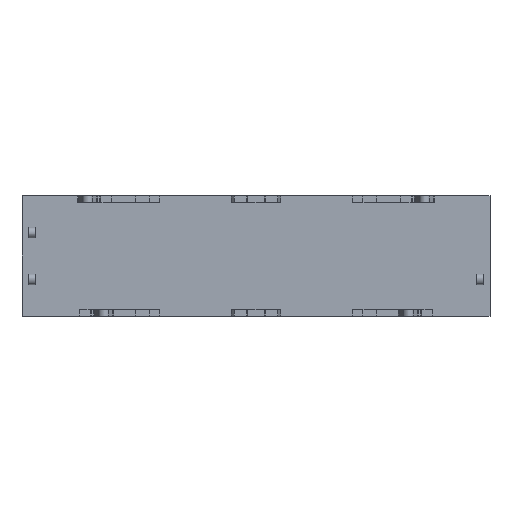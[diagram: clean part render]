
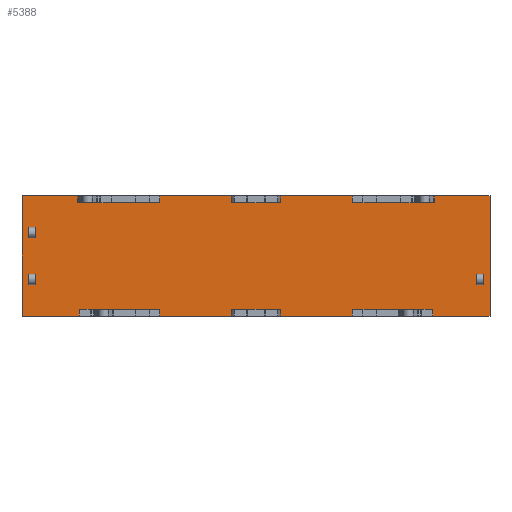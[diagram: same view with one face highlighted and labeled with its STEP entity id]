
A CAD part, front view. The second image highlights one B-rep face of the part: STEP entity #5388.
In plain terms, the highlighted planar face has unit normal (0, -1, 0).
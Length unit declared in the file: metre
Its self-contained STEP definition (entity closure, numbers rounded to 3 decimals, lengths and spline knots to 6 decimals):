
#210=PLANE('',#5849);
#759=LINE('',#8979,#1401);
#763=LINE('',#8988,#1405);
#766=LINE('',#8994,#1408);
#769=LINE('',#9000,#1411);
#773=LINE('',#9009,#1415);
#776=LINE('',#9015,#1418);
#779=LINE('',#9021,#1421);
#783=LINE('',#9030,#1425);
#786=LINE('',#9036,#1428);
#789=LINE('',#9042,#1431);
#793=LINE('',#9051,#1435);
#796=LINE('',#9057,#1438);
#800=LINE('',#9065,#1442);
#802=LINE('',#9069,#1444);
#805=LINE('',#9075,#1447);
#809=LINE('',#9084,#1451);
#812=LINE('',#9090,#1454);
#816=LINE('',#9099,#1458);
#819=LINE('',#9105,#1461);
#820=LINE('',#9107,#1462);
#821=LINE('',#9109,#1463);
#822=LINE('',#9110,#1464);
#823=LINE('',#9111,#1465);
#824=LINE('',#9112,#1466);
#825=LINE('',#9114,#1467);
#826=LINE('',#9116,#1468);
#827=LINE('',#9117,#1469);
#828=LINE('',#9118,#1470);
#1401=VECTOR('',#7067,1.);
#1405=VECTOR('',#7073,1.);
#1408=VECTOR('',#7078,1.);
#1411=VECTOR('',#7083,1.);
#1415=VECTOR('',#7089,1.);
#1418=VECTOR('',#7094,1.);
#1421=VECTOR('',#7099,1.);
#1425=VECTOR('',#7105,1.);
#1428=VECTOR('',#7110,1.);
#1431=VECTOR('',#7115,1.);
#1435=VECTOR('',#7121,1.);
#1438=VECTOR('',#7126,1.);
#1442=VECTOR('',#7132,1.);
#1444=VECTOR('',#7136,1.);
#1447=VECTOR('',#7141,1.);
#1451=VECTOR('',#7147,1.);
#1454=VECTOR('',#7152,1.);
#1458=VECTOR('',#7158,1.);
#1461=VECTOR('',#7163,1.);
#1462=VECTOR('',#7164,1.);
#1463=VECTOR('',#7165,1.);
#1464=VECTOR('',#7166,1.);
#1465=VECTOR('',#7167,1.);
#1466=VECTOR('',#7168,1.);
#1467=VECTOR('',#7169,1.);
#1468=VECTOR('',#7170,1.);
#1469=VECTOR('',#7171,1.);
#1470=VECTOR('',#7172,1.);
#3074=ORIENTED_EDGE('',*,*,#3958,.F.);
#3075=ORIENTED_EDGE('',*,*,#3972,.F.);
#3076=ORIENTED_EDGE('',*,*,#3973,.F.);
#3077=ORIENTED_EDGE('',*,*,#3974,.F.);
#3078=ORIENTED_EDGE('',*,*,#3965,.F.);
#3079=ORIENTED_EDGE('',*,*,#3975,.F.);
#3080=ORIENTED_EDGE('',*,*,#3919,.T.);
#3081=ORIENTED_EDGE('',*,*,#3912,.T.);
#3082=ORIENTED_EDGE('',*,*,#3916,.T.);
#3083=ORIENTED_EDGE('',*,*,#3976,.F.);
#3084=ORIENTED_EDGE('',*,*,#3929,.T.);
#3085=ORIENTED_EDGE('',*,*,#3922,.T.);
#3086=ORIENTED_EDGE('',*,*,#3926,.T.);
#3087=ORIENTED_EDGE('',*,*,#3962,.F.);
#3088=ORIENTED_EDGE('',*,*,#3969,.F.);
#3089=ORIENTED_EDGE('',*,*,#3977,.F.);
#3090=ORIENTED_EDGE('',*,*,#3978,.F.);
#3091=ORIENTED_EDGE('',*,*,#3979,.F.);
#3092=ORIENTED_EDGE('',*,*,#3955,.F.);
#3093=ORIENTED_EDGE('',*,*,#3953,.F.);
#3094=ORIENTED_EDGE('',*,*,#3932,.T.);
#3095=ORIENTED_EDGE('',*,*,#3936,.T.);
#3096=ORIENTED_EDGE('',*,*,#3939,.T.);
#3097=ORIENTED_EDGE('',*,*,#3980,.F.);
#3098=ORIENTED_EDGE('',*,*,#3942,.T.);
#3099=ORIENTED_EDGE('',*,*,#3946,.T.);
#3100=ORIENTED_EDGE('',*,*,#3949,.T.);
#3101=ORIENTED_EDGE('',*,*,#3981,.F.);
#3912=EDGE_CURVE('',#4470,#4471,#759,.T.);
#3916=EDGE_CURVE('',#4471,#4474,#763,.T.);
#3919=EDGE_CURVE('',#4476,#4470,#766,.T.);
#3922=EDGE_CURVE('',#4478,#4479,#769,.T.);
#3926=EDGE_CURVE('',#4479,#4482,#773,.T.);
#3929=EDGE_CURVE('',#4484,#4478,#776,.T.);
#3932=EDGE_CURVE('',#4486,#4487,#779,.T.);
#3936=EDGE_CURVE('',#4487,#4490,#783,.T.);
#3939=EDGE_CURVE('',#4490,#4492,#786,.T.);
#3942=EDGE_CURVE('',#4494,#4495,#789,.T.);
#3946=EDGE_CURVE('',#4495,#4498,#793,.T.);
#3949=EDGE_CURVE('',#4498,#4500,#796,.T.);
#3953=EDGE_CURVE('',#4486,#4503,#800,.T.);
#3955=EDGE_CURVE('',#4503,#4504,#802,.T.);
#3958=EDGE_CURVE('',#4506,#4507,#805,.T.);
#3962=EDGE_CURVE('',#4510,#4482,#809,.T.);
#3965=EDGE_CURVE('',#4512,#4513,#812,.T.);
#3969=EDGE_CURVE('',#4516,#4510,#816,.T.);
#3972=EDGE_CURVE('',#4518,#4506,#819,.T.);
#3973=EDGE_CURVE('',#4519,#4518,#820,.T.);
#3974=EDGE_CURVE('',#4513,#4519,#821,.T.);
#3975=EDGE_CURVE('',#4476,#4512,#822,.T.);
#3976=EDGE_CURVE('',#4484,#4474,#823,.T.);
#3977=EDGE_CURVE('',#4520,#4516,#824,.T.);
#3978=EDGE_CURVE('',#4521,#4520,#825,.T.);
#3979=EDGE_CURVE('',#4504,#4521,#826,.T.);
#3980=EDGE_CURVE('',#4494,#4492,#827,.T.);
#3981=EDGE_CURVE('',#4507,#4500,#828,.T.);
#4470=VERTEX_POINT('',#8980);
#4471=VERTEX_POINT('',#8981);
#4474=VERTEX_POINT('',#8989);
#4476=VERTEX_POINT('',#8995);
#4478=VERTEX_POINT('',#9001);
#4479=VERTEX_POINT('',#9002);
#4482=VERTEX_POINT('',#9010);
#4484=VERTEX_POINT('',#9016);
#4486=VERTEX_POINT('',#9022);
#4487=VERTEX_POINT('',#9023);
#4490=VERTEX_POINT('',#9031);
#4492=VERTEX_POINT('',#9037);
#4494=VERTEX_POINT('',#9043);
#4495=VERTEX_POINT('',#9044);
#4498=VERTEX_POINT('',#9052);
#4500=VERTEX_POINT('',#9058);
#4503=VERTEX_POINT('',#9066);
#4504=VERTEX_POINT('',#9070);
#4506=VERTEX_POINT('',#9076);
#4507=VERTEX_POINT('',#9077);
#4510=VERTEX_POINT('',#9085);
#4512=VERTEX_POINT('',#9091);
#4513=VERTEX_POINT('',#9092);
#4516=VERTEX_POINT('',#9100);
#4518=VERTEX_POINT('',#9106);
#4519=VERTEX_POINT('',#9108);
#4520=VERTEX_POINT('',#9113);
#4521=VERTEX_POINT('',#9115);
#4818=EDGE_LOOP('',(#3074,#3075,#3076,#3077,#3078,#3079,#3080,#3081,#3082,
#3083,#3084,#3085,#3086,#3087,#3088,#3089,#3090,#3091,#3092,#3093,#3094,
#3095,#3096,#3097,#3098,#3099,#3100,#3101));
#5106=FACE_BOUND('',#4818,.T.);
#5388=ADVANCED_FACE('',(#5106),#210,.T.);
#5849=AXIS2_PLACEMENT_3D('',#9104,#7161,#7162);
#7067=DIRECTION('',(1.,0.,0.));
#7073=DIRECTION('',(0.,0.,1.));
#7078=DIRECTION('',(0.,0.,-1.));
#7083=DIRECTION('',(1.,0.,0.));
#7089=DIRECTION('',(0.,0.,1.));
#7094=DIRECTION('',(0.,0.,-1.));
#7099=DIRECTION('',(0.,0.,1.));
#7105=DIRECTION('',(-1.,0.,0.));
#7110=DIRECTION('',(0.,0.,-1.));
#7115=DIRECTION('',(0.,0.,1.));
#7121=DIRECTION('',(-1.,0.,0.));
#7126=DIRECTION('',(0.,0.,-1.));
#7132=DIRECTION('',(1.,0.,0.));
#7136=DIRECTION('',(0.,0.,1.));
#7141=DIRECTION('',(0.,0.,-1.));
#7147=DIRECTION('',(-1.,0.,0.));
#7152=DIRECTION('',(0.,0.,-1.));
#7158=DIRECTION('',(0.,0.,1.));
#7161=DIRECTION('',(0.,-1.,0.));
#7162=DIRECTION('',(0.,0.,-1.));
#7163=DIRECTION('',(1.,0.,0.));
#7164=DIRECTION('',(0.,0.,1.));
#7165=DIRECTION('',(-1.,0.,0.));
#7166=DIRECTION('',(-1.,0.,0.));
#7167=DIRECTION('',(-1.,0.,0.));
#7168=DIRECTION('',(-1.,0.,0.));
#7169=DIRECTION('',(0.,0.,-1.));
#7170=DIRECTION('',(1.,0.,0.));
#7171=DIRECTION('',(1.,0.,0.));
#7172=DIRECTION('',(1.,0.,0.));
#8979=CARTESIAN_POINT('',(0.,0.0008,-0.0045));
#8980=CARTESIAN_POINT('',(-0.0072,0.0008,-0.0045));
#8981=CARTESIAN_POINT('',(-0.00185,0.0008,-0.0045));
#8988=CARTESIAN_POINT('',(-0.00185,0.0008,0.));
#8989=CARTESIAN_POINT('',(-0.00185,0.0008,-0.004));
#8994=CARTESIAN_POINT('',(-0.0072,0.0008,0.));
#8995=CARTESIAN_POINT('',(-0.0072,0.0008,-0.004));
#9000=CARTESIAN_POINT('',(0.,0.0008,-0.0045));
#9001=CARTESIAN_POINT('',(0.00185,0.0008,-0.0045));
#9002=CARTESIAN_POINT('',(0.0072,0.0008,-0.0045));
#9009=CARTESIAN_POINT('',(0.0072,0.0008,0.));
#9010=CARTESIAN_POINT('',(0.0072,0.0008,-0.004));
#9015=CARTESIAN_POINT('',(0.00185,0.0008,0.));
#9016=CARTESIAN_POINT('',(0.00185,0.0008,-0.004));
#9021=CARTESIAN_POINT('',(0.0072,0.0008,0.004));
#9022=CARTESIAN_POINT('',(0.0072,0.0008,0.004));
#9023=CARTESIAN_POINT('',(0.0072,0.0008,0.0045));
#9030=CARTESIAN_POINT('',(0.,0.0008,0.0045));
#9031=CARTESIAN_POINT('',(0.00185,0.0008,0.0045));
#9036=CARTESIAN_POINT('',(0.00185,0.0008,0.004));
#9037=CARTESIAN_POINT('',(0.00185,0.0008,0.004));
#9042=CARTESIAN_POINT('',(-0.00185,0.0008,0.004));
#9043=CARTESIAN_POINT('',(-0.00185,0.0008,0.004));
#9044=CARTESIAN_POINT('',(-0.00185,0.0008,0.0045));
#9051=CARTESIAN_POINT('',(0.,0.0008,0.0045));
#9052=CARTESIAN_POINT('',(-0.0072,0.0008,0.0045));
#9057=CARTESIAN_POINT('',(-0.0072,0.0008,0.004));
#9058=CARTESIAN_POINT('',(-0.0072,0.0008,0.004));
#9065=CARTESIAN_POINT('',(-0.0132,0.0008,0.004));
#9066=CARTESIAN_POINT('',(0.0132,0.0008,0.004));
#9069=CARTESIAN_POINT('',(0.0132,0.0008,-0.004));
#9070=CARTESIAN_POINT('',(0.0132,0.0008,0.0045));
#9075=CARTESIAN_POINT('',(-0.0132,0.0008,-0.004));
#9076=CARTESIAN_POINT('',(-0.0132,0.0008,0.0045));
#9077=CARTESIAN_POINT('',(-0.0132,0.0008,0.004));
#9084=CARTESIAN_POINT('',(0.0132,0.0008,-0.004));
#9085=CARTESIAN_POINT('',(0.0132,0.0008,-0.004));
#9090=CARTESIAN_POINT('',(-0.0132,0.0008,-0.004));
#9091=CARTESIAN_POINT('',(-0.0132,0.0008,-0.004));
#9092=CARTESIAN_POINT('',(-0.0132,0.0008,-0.0045));
#9099=CARTESIAN_POINT('',(0.0132,0.0008,-0.004));
#9100=CARTESIAN_POINT('',(0.0132,0.0008,-0.0045));
#9104=CARTESIAN_POINT('',(0.,0.0008,0.));
#9105=CARTESIAN_POINT('',(0.0175,0.0008,0.0045));
#9106=CARTESIAN_POINT('',(-0.0175,0.0008,0.0045));
#9107=CARTESIAN_POINT('',(-0.0175,0.0008,-0.0045));
#9108=CARTESIAN_POINT('',(-0.0175,0.0008,-0.0045));
#9109=CARTESIAN_POINT('',(0.0175,0.0008,-0.0045));
#9110=CARTESIAN_POINT('',(0.0132,0.0008,-0.004));
#9111=CARTESIAN_POINT('',(0.0132,0.0008,-0.004));
#9112=CARTESIAN_POINT('',(0.0175,0.0008,-0.0045));
#9113=CARTESIAN_POINT('',(0.0175,0.0008,-0.0045));
#9114=CARTESIAN_POINT('',(0.0175,0.0008,-0.0045));
#9115=CARTESIAN_POINT('',(0.0175,0.0008,0.0045));
#9116=CARTESIAN_POINT('',(0.0175,0.0008,0.0045));
#9117=CARTESIAN_POINT('',(-0.0132,0.0008,0.004));
#9118=CARTESIAN_POINT('',(-0.0132,0.0008,0.004));
